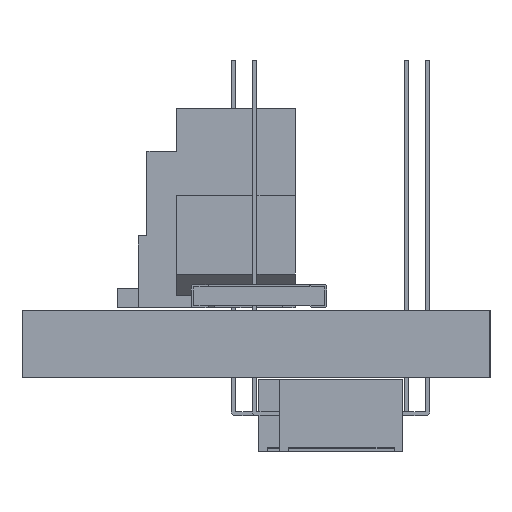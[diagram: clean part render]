
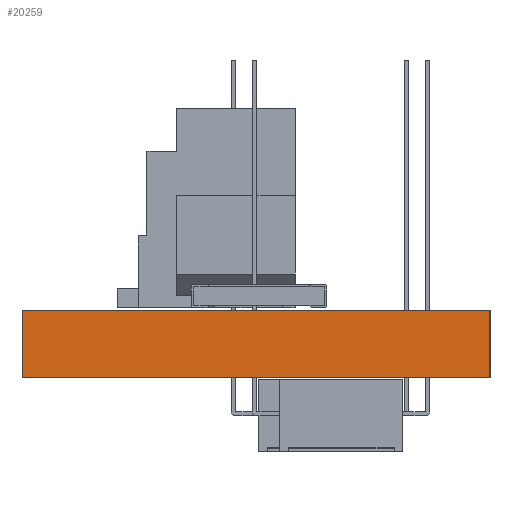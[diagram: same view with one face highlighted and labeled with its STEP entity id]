
A CAD part, left-side view. The second image highlights one B-rep face of the part: STEP entity #20259.
In plain terms, the highlighted planar face has unit normal (-1, 0, 0).
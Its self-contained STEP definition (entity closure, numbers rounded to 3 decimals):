
#20078 = PLANE('',#20079);
#20079 = AXIS2_PLACEMENT_3D('',#20080,#20081,#20082);
#20080 = CARTESIAN_POINT('',(182.5,-73.5,0.));
#20081 = DIRECTION('',(0.,-1.,0.));
#20082 = DIRECTION('',(-1.,0.,0.));
#20103 = VERTEX_POINT('',#20104);
#20104 = CARTESIAN_POINT('',(92.5,-73.5,1.6));
#20118 = PLANE('',#20119);
#20119 = AXIS2_PLACEMENT_3D('',#20120,#20121,#20122);
#20120 = CARTESIAN_POINT('',(137.5,-67.975,1.6));
#20121 = DIRECTION('',(-0.,-0.,-1.));
#20122 = DIRECTION('',(-1.,0.,0.));
#20130 = EDGE_CURVE('',#20131,#20103,#20133,.T.);
#20131 = VERTEX_POINT('',#20132);
#20132 = CARTESIAN_POINT('',(92.5,-73.5,0.));
#20133 = SURFACE_CURVE('',#20134,(#20138,#20145),.PCURVE_S1.);
#20134 = LINE('',#20135,#20136);
#20135 = CARTESIAN_POINT('',(92.5,-73.5,0.));
#20136 = VECTOR('',#20137,1.);
#20137 = DIRECTION('',(0.,0.,1.));
#20138 = PCURVE('',#20078,#20139);
#20139 = DEFINITIONAL_REPRESENTATION('',(#20140),#20144);
#20140 = LINE('',#20141,#20142);
#20141 = CARTESIAN_POINT('',(90.,0.));
#20142 = VECTOR('',#20143,1.);
#20143 = DIRECTION('',(0.,-1.));
#20144 = ( GEOMETRIC_REPRESENTATION_CONTEXT(2) 
PARAMETRIC_REPRESENTATION_CONTEXT() REPRESENTATION_CONTEXT('2D SPACE',''
  ) );
#20145 = PCURVE('',#20146,#20151);
#20146 = PLANE('',#20147);
#20147 = AXIS2_PLACEMENT_3D('',#20148,#20149,#20150);
#20148 = CARTESIAN_POINT('',(92.5,-73.5,0.));
#20149 = DIRECTION('',(-1.,0.,0.));
#20150 = DIRECTION('',(0.,1.,0.));
#20151 = DEFINITIONAL_REPRESENTATION('',(#20152),#20156);
#20152 = LINE('',#20153,#20154);
#20153 = CARTESIAN_POINT('',(0.,0.));
#20154 = VECTOR('',#20155,1.);
#20155 = DIRECTION('',(0.,-1.));
#20156 = ( GEOMETRIC_REPRESENTATION_CONTEXT(2) 
PARAMETRIC_REPRESENTATION_CONTEXT() REPRESENTATION_CONTEXT('2D SPACE',''
  ) );
#20172 = PLANE('',#20173);
#20173 = AXIS2_PLACEMENT_3D('',#20174,#20175,#20176);
#20174 = CARTESIAN_POINT('',(137.5,-67.975,0.));
#20175 = DIRECTION('',(-0.,-0.,-1.));
#20176 = DIRECTION('',(-1.,0.,0.));
#20205 = PLANE('',#20206);
#20206 = AXIS2_PLACEMENT_3D('',#20207,#20208,#20209);
#20207 = CARTESIAN_POINT('',(92.5,-62.45,0.));
#20208 = DIRECTION('',(0.,1.,0.));
#20209 = DIRECTION('',(1.,0.,0.));
#20259 = ADVANCED_FACE('',(#20260),#20146,.T.);
#20260 = FACE_BOUND('',#20261,.T.);
#20261 = EDGE_LOOP('',(#20262,#20263,#20286,#20309));
#20262 = ORIENTED_EDGE('',*,*,#20130,.T.);
#20263 = ORIENTED_EDGE('',*,*,#20264,.T.);
#20264 = EDGE_CURVE('',#20103,#20265,#20267,.T.);
#20265 = VERTEX_POINT('',#20266);
#20266 = CARTESIAN_POINT('',(92.5,-62.45,1.6));
#20267 = SURFACE_CURVE('',#20268,(#20272,#20279),.PCURVE_S1.);
#20268 = LINE('',#20269,#20270);
#20269 = CARTESIAN_POINT('',(92.5,-73.5,1.6));
#20270 = VECTOR('',#20271,1.);
#20271 = DIRECTION('',(0.,1.,0.));
#20272 = PCURVE('',#20146,#20273);
#20273 = DEFINITIONAL_REPRESENTATION('',(#20274),#20278);
#20274 = LINE('',#20275,#20276);
#20275 = CARTESIAN_POINT('',(0.,-1.6));
#20276 = VECTOR('',#20277,1.);
#20277 = DIRECTION('',(1.,0.));
#20278 = ( GEOMETRIC_REPRESENTATION_CONTEXT(2) 
PARAMETRIC_REPRESENTATION_CONTEXT() REPRESENTATION_CONTEXT('2D SPACE',''
  ) );
#20279 = PCURVE('',#20118,#20280);
#20280 = DEFINITIONAL_REPRESENTATION('',(#20281),#20285);
#20281 = LINE('',#20282,#20283);
#20282 = CARTESIAN_POINT('',(45.,-5.525));
#20283 = VECTOR('',#20284,1.);
#20284 = DIRECTION('',(0.,1.));
#20285 = ( GEOMETRIC_REPRESENTATION_CONTEXT(2) 
PARAMETRIC_REPRESENTATION_CONTEXT() REPRESENTATION_CONTEXT('2D SPACE',''
  ) );
#20286 = ORIENTED_EDGE('',*,*,#20287,.F.);
#20287 = EDGE_CURVE('',#20288,#20265,#20290,.T.);
#20288 = VERTEX_POINT('',#20289);
#20289 = CARTESIAN_POINT('',(92.5,-62.45,0.));
#20290 = SURFACE_CURVE('',#20291,(#20295,#20302),.PCURVE_S1.);
#20291 = LINE('',#20292,#20293);
#20292 = CARTESIAN_POINT('',(92.5,-62.45,0.));
#20293 = VECTOR('',#20294,1.);
#20294 = DIRECTION('',(0.,0.,1.));
#20295 = PCURVE('',#20146,#20296);
#20296 = DEFINITIONAL_REPRESENTATION('',(#20297),#20301);
#20297 = LINE('',#20298,#20299);
#20298 = CARTESIAN_POINT('',(11.05,0.));
#20299 = VECTOR('',#20300,1.);
#20300 = DIRECTION('',(0.,-1.));
#20301 = ( GEOMETRIC_REPRESENTATION_CONTEXT(2) 
PARAMETRIC_REPRESENTATION_CONTEXT() REPRESENTATION_CONTEXT('2D SPACE',''
  ) );
#20302 = PCURVE('',#20205,#20303);
#20303 = DEFINITIONAL_REPRESENTATION('',(#20304),#20308);
#20304 = LINE('',#20305,#20306);
#20305 = CARTESIAN_POINT('',(0.,0.));
#20306 = VECTOR('',#20307,1.);
#20307 = DIRECTION('',(0.,-1.));
#20308 = ( GEOMETRIC_REPRESENTATION_CONTEXT(2) 
PARAMETRIC_REPRESENTATION_CONTEXT() REPRESENTATION_CONTEXT('2D SPACE',''
  ) );
#20309 = ORIENTED_EDGE('',*,*,#20310,.F.);
#20310 = EDGE_CURVE('',#20131,#20288,#20311,.T.);
#20311 = SURFACE_CURVE('',#20312,(#20316,#20323),.PCURVE_S1.);
#20312 = LINE('',#20313,#20314);
#20313 = CARTESIAN_POINT('',(92.5,-73.5,0.));
#20314 = VECTOR('',#20315,1.);
#20315 = DIRECTION('',(0.,1.,0.));
#20316 = PCURVE('',#20146,#20317);
#20317 = DEFINITIONAL_REPRESENTATION('',(#20318),#20322);
#20318 = LINE('',#20319,#20320);
#20319 = CARTESIAN_POINT('',(0.,0.));
#20320 = VECTOR('',#20321,1.);
#20321 = DIRECTION('',(1.,0.));
#20322 = ( GEOMETRIC_REPRESENTATION_CONTEXT(2) 
PARAMETRIC_REPRESENTATION_CONTEXT() REPRESENTATION_CONTEXT('2D SPACE',''
  ) );
#20323 = PCURVE('',#20172,#20324);
#20324 = DEFINITIONAL_REPRESENTATION('',(#20325),#20329);
#20325 = LINE('',#20326,#20327);
#20326 = CARTESIAN_POINT('',(45.,-5.525));
#20327 = VECTOR('',#20328,1.);
#20328 = DIRECTION('',(0.,1.));
#20329 = ( GEOMETRIC_REPRESENTATION_CONTEXT(2) 
PARAMETRIC_REPRESENTATION_CONTEXT() REPRESENTATION_CONTEXT('2D SPACE',''
  ) );
